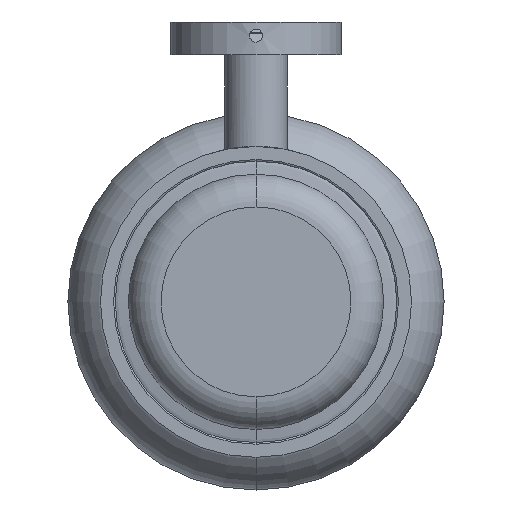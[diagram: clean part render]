
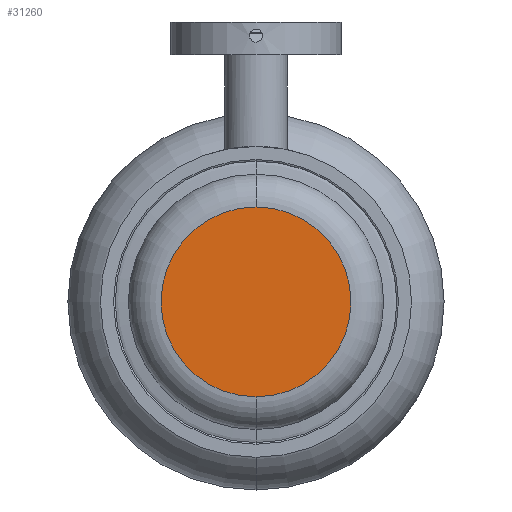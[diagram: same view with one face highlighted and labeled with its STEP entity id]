
A CAD part, front view. The second image highlights one B-rep face of the part: STEP entity #31260.
In plain terms, the highlighted planar face has unit normal (0, -1, 0).
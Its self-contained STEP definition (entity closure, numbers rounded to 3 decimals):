
#4291 = DIRECTION ( 'NONE',  ( 0., 0., -1. ) ) ;
#17332 = CIRCLE ( 'NONE', #31148, 29. ) ;
#21789 = DIRECTION ( 'NONE',  ( 0., 0., -1. ) ) ;
#23605 = FACE_OUTER_BOUND ( 'NONE', #47055, .T. ) ;
#31148 = AXIS2_PLACEMENT_3D ( 'NONE', #106983, #34086, #100158 ) ;
#31260 = ADVANCED_FACE ( 'NONE', ( #23605 ), #88416, .T. ) ;
#32702 = DIRECTION ( 'NONE',  ( 0., -1., 0. ) ) ;
#34086 = DIRECTION ( 'NONE',  ( 0., -1., 0. ) ) ;
#43905 = VERTEX_POINT ( 'NONE', #108967 ) ;
#45026 = AXIS2_PLACEMENT_3D ( 'NONE', #106353, #70495, #21789 ) ;
#47055 = EDGE_LOOP ( 'NONE', ( #115669, #51473 ) ) ;
#51473 = ORIENTED_EDGE ( 'NONE', *, *, #83702, .T. ) ;
#66256 = AXIS2_PLACEMENT_3D ( 'NONE', #79002, #32702, #4291 ) ;
#70390 = CARTESIAN_POINT ( 'NONE',  ( 0., 1., 29. ) ) ;
#70495 = DIRECTION ( 'NONE',  ( 0., -1., 0. ) ) ;
#79002 = CARTESIAN_POINT ( 'NONE',  ( 0., 1., 0. ) ) ;
#82344 = VERTEX_POINT ( 'NONE', #70390 ) ;
#83702 = EDGE_CURVE ( 'NONE', #82344, #43905, #113571, .T. ) ;
#84028 = EDGE_CURVE ( 'NONE', #43905, #82344, #17332, .T. ) ;
#88416 = PLANE ( 'NONE',  #45026 ) ;
#100158 = DIRECTION ( 'NONE',  ( 0., 0., -1. ) ) ;
#106353 = CARTESIAN_POINT ( 'NONE',  ( 0., 1., 0. ) ) ;
#106983 = CARTESIAN_POINT ( 'NONE',  ( 0., 1., 0. ) ) ;
#108967 = CARTESIAN_POINT ( 'NONE',  ( 0., 1., -29. ) ) ;
#113571 = CIRCLE ( 'NONE', #66256, 29. ) ;
#115669 = ORIENTED_EDGE ( 'NONE', *, *, #84028, .T. ) ;
